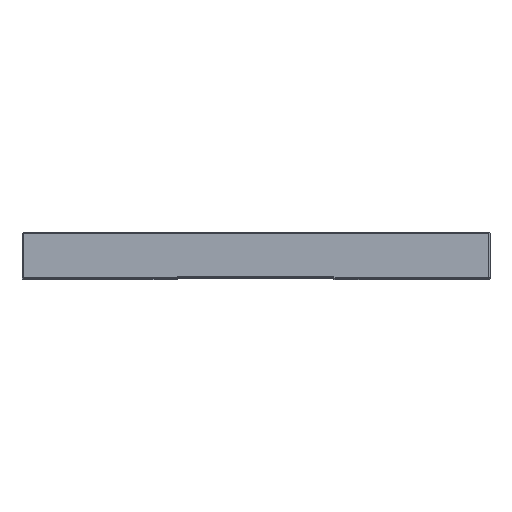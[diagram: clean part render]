
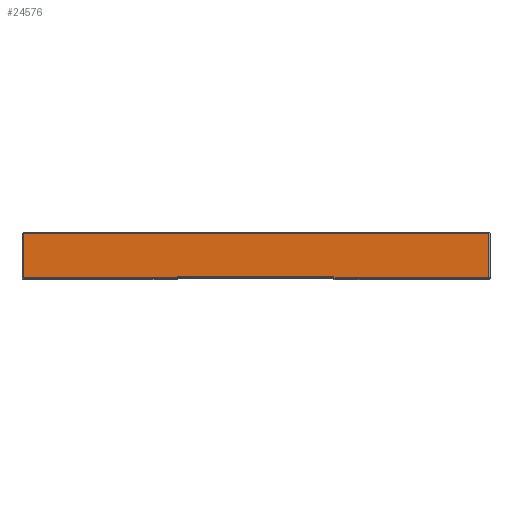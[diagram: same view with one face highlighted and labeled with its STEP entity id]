
A CAD part, top view. The second image highlights one B-rep face of the part: STEP entity #24576.
In plain terms, the highlighted planar face has unit normal (0, 0, 1).
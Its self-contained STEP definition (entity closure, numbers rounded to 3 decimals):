
#6744=DIRECTION('',(0.,1.,0.));
#6745=VECTOR('',#6744,0.254);
#6746=CARTESIAN_POINT('',(-12.7,-7.42,38.1));
#6747=LINE('',#6746,#6745);
#6756=DIRECTION('',(0.,1.,0.));
#6757=VECTOR('',#6756,7.22);
#6758=CARTESIAN_POINT('',(-37.9,-7.42,38.1));
#6759=LINE('',#6758,#6757);
#6760=DIRECTION('',(-1.,0.,0.));
#6761=VECTOR('',#6760,75.8);
#6762=CARTESIAN_POINT('',(37.9,-0.2,38.1));
#6763=LINE('',#6762,#6761);
#6764=DIRECTION('',(0.,1.,0.));
#6765=VECTOR('',#6764,7.22);
#6766=CARTESIAN_POINT('',(37.9,-7.42,38.1));
#6767=LINE('',#6766,#6765);
#6768=DIRECTION('',(-1.,0.,0.));
#6769=VECTOR('',#6768,25.2);
#6770=CARTESIAN_POINT('',(37.9,-7.42,38.1));
#6771=LINE('',#6770,#6769);
#6772=DIRECTION('',(1.,0.,0.));
#6773=VECTOR('',#6772,25.4);
#6774=CARTESIAN_POINT('',(-12.7,-7.166,38.1));
#6775=LINE('',#6774,#6773);
#6776=DIRECTION('',(-1.,0.,0.));
#6777=VECTOR('',#6776,25.2);
#6778=CARTESIAN_POINT('',(-12.7,-7.42,38.1));
#6779=LINE('',#6778,#6777);
#11602=DIRECTION('',(0.,-1.,0.));
#11603=VECTOR('',#11602,0.254);
#11604=CARTESIAN_POINT('',(12.7,-7.166,38.1));
#11605=LINE('',#11604,#11603);
#12508=CARTESIAN_POINT('',(12.7,-7.42,38.1));
#12510=VERTEX_POINT('',#12508);
#12511=CARTESIAN_POINT('',(37.9,-7.42,38.1));
#12512=VERTEX_POINT('',#12511);
#12513=CARTESIAN_POINT('',(37.9,-0.2,38.1));
#12514=VERTEX_POINT('',#12513);
#12529=CARTESIAN_POINT('',(-12.7,-7.166,38.1));
#12530=CARTESIAN_POINT('',(12.7,-7.166,38.1));
#12531=VERTEX_POINT('',#12529);
#12532=VERTEX_POINT('',#12530);
#12537=CARTESIAN_POINT('',(-12.7,-7.42,38.1));
#12539=VERTEX_POINT('',#12537);
#12593=CARTESIAN_POINT('',(-37.9,-0.2,38.1));
#12594=VERTEX_POINT('',#12593);
#12595=CARTESIAN_POINT('',(-37.9,-7.42,38.1));
#12596=VERTEX_POINT('',#12595);
#24556=CARTESIAN_POINT('',(38.1,0.,38.1));
#24557=DIRECTION('',(0.,0.,-1.));
#24558=DIRECTION('',(-1.,0.,0.));
#24559=AXIS2_PLACEMENT_3D('',#24556,#24557,#24558);
#24560=PLANE('',#24559);
#24561=ORIENTED_EDGE('',*,*,#22028,.T.);
#24562=ORIENTED_EDGE('',*,*,#22079,.F.);
#24564=ORIENTED_EDGE('',*,*,#24563,.F.);
#24566=ORIENTED_EDGE('',*,*,#24565,.T.);
#24568=ORIENTED_EDGE('',*,*,#24567,.F.);
#24570=ORIENTED_EDGE('',*,*,#24569,.F.);
#24571=ORIENTED_EDGE('',*,*,#24543,.F.);
#24573=ORIENTED_EDGE('',*,*,#24572,.T.);
#24574=EDGE_LOOP('',(#24561,#24562,#24564,#24566,#24568,#24570,#24571,#24573));
#24575=FACE_OUTER_BOUND('',#24574,.F.);
#24576=ADVANCED_FACE('',(#24575),#24560,.F.);
#22028=EDGE_CURVE('',#12596,#12594,#6759,.T.);
#22079=EDGE_CURVE('',#12514,#12594,#6763,.T.);
#24543=EDGE_CURVE('',#12539,#12531,#6747,.T.);
#24563=EDGE_CURVE('',#12512,#12514,#6767,.T.);
#24565=EDGE_CURVE('',#12512,#12510,#6771,.T.);
#24567=EDGE_CURVE('',#12532,#12510,#11605,.T.);
#24569=EDGE_CURVE('',#12531,#12532,#6775,.T.);
#24572=EDGE_CURVE('',#12539,#12596,#6779,.T.);
